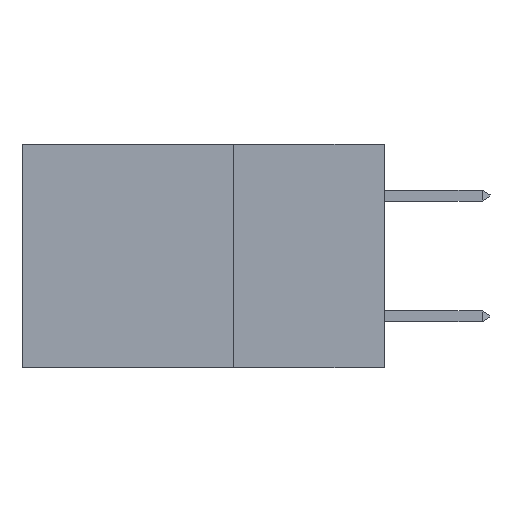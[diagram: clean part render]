
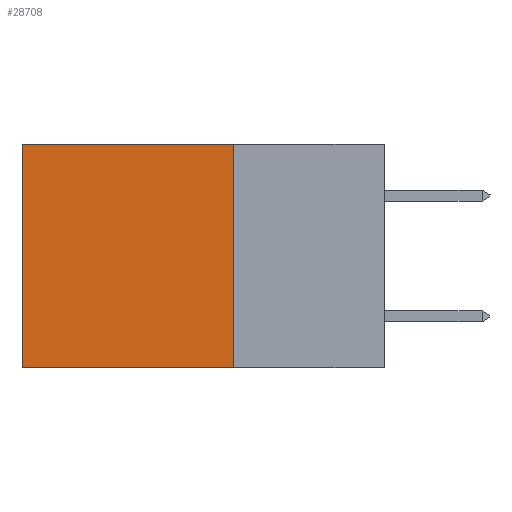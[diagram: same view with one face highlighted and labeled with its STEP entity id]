
A CAD part, left-side view. The second image highlights one B-rep face of the part: STEP entity #28708.
In plain terms, the highlighted planar face has unit normal (-1, 0, 0).
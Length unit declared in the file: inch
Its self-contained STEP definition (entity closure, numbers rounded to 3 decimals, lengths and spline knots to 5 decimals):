
#399 = ORIENTED_EDGE ( 'NONE', *, *, #9416, .F. ) ;
#983 = VERTEX_POINT ( 'NONE', #5503 ) ;
#1154 = CARTESIAN_POINT ( 'NONE',  ( 0.2875, 0.25, 0. ) ) ;
#1741 = FACE_OUTER_BOUND ( 'NONE', #18501, .T. ) ;
#2042 = VECTOR ( 'NONE', #19929, 39.37008 ) ;
#3453 = ORIENTED_EDGE ( 'NONE', *, *, #3718, .F. ) ;
#3718 = EDGE_CURVE ( 'NONE', #11248, #31891, #21309, .T. ) ;
#5503 = CARTESIAN_POINT ( 'NONE',  ( 0.2875, 0.25, 0. ) ) ;
#6867 = LINE ( 'NONE', #28714, #37690 ) ;
#9416 = EDGE_CURVE ( 'NONE', #983, #11248, #35982, .T. ) ;
#9793 = ORIENTED_EDGE ( 'NONE', *, *, #13969, .T. ) ;
#11248 = VERTEX_POINT ( 'NONE', #20301 ) ;
#11690 = EDGE_CURVE ( 'NONE', #32321, #31891, #6867, .T. ) ;
#13365 = ORIENTED_EDGE ( 'NONE', *, *, #11690, .T. ) ;
#13667 = DIRECTION ( 'NONE',  ( 0., 0., -1. ) ) ;
#13969 = EDGE_CURVE ( 'NONE', #983, #32321, #39242, .T. ) ;
#14919 = DIRECTION ( 'NONE',  ( 0., 1., 0. ) ) ;
#18006 = CARTESIAN_POINT ( 'NONE',  ( 0.2875, 0.25, 0. ) ) ;
#18501 = EDGE_LOOP ( 'NONE', ( #13365, #3453, #399, #9793 ) ) ;
#19063 = CARTESIAN_POINT ( 'NONE',  ( 0.2875, 0.6, -0.37 ) ) ;
#19213 = CARTESIAN_POINT ( 'NONE',  ( 0.2875, 0.6, 0. ) ) ;
#19929 = DIRECTION ( 'NONE',  ( 0., 0., -1. ) ) ;
#20058 = VECTOR ( 'NONE', #35952, 39.37008 ) ;
#20301 = CARTESIAN_POINT ( 'NONE',  ( 0.2875, 0.25, -0.37 ) ) ;
#21309 = LINE ( 'NONE', #33860, #33529 ) ;
#25728 = CARTESIAN_POINT ( 'NONE',  ( 0.2875, 0.25, 0. ) ) ;
#27505 = DIRECTION ( 'NONE',  ( 1., 0., 0. ) ) ;
#28708 = ADVANCED_FACE ( 'NONE', ( #1741 ), #39432, .F. ) ;
#28714 = CARTESIAN_POINT ( 'NONE',  ( 0.2875, 0.6, 0. ) ) ;
#31891 = VERTEX_POINT ( 'NONE', #19063 ) ;
#32103 = AXIS2_PLACEMENT_3D ( 'NONE', #18006, #27505, #39628 ) ;
#32321 = VERTEX_POINT ( 'NONE', #19213 ) ;
#33529 = VECTOR ( 'NONE', #14919, 39.37008 ) ;
#33860 = CARTESIAN_POINT ( 'NONE',  ( 0.2875, 0.25, -0.37 ) ) ;
#35952 = DIRECTION ( 'NONE',  ( 0., 1., 0. ) ) ;
#35982 = LINE ( 'NONE', #25728, #2042 ) ;
#37690 = VECTOR ( 'NONE', #13667, 39.37008 ) ;
#39242 = LINE ( 'NONE', #1154, #20058 ) ;
#39432 = PLANE ( 'NONE',  #32103 ) ;
#39628 = DIRECTION ( 'NONE',  ( 0., 0., -1. ) ) ;
